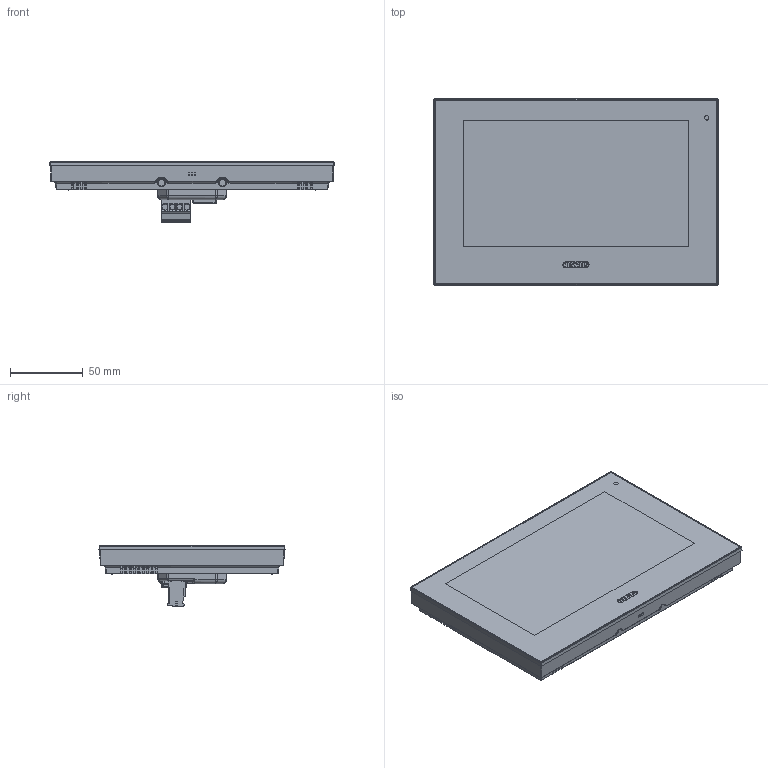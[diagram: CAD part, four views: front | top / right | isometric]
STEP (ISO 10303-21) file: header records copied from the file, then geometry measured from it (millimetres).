
FILE_DESCRIPTION(('CATIA V5 STEP Exchange','CAx-IF Rec.Pracs.--- Model Styling and Organization---1.4--- 2014-01-23'),'2;1');
FILE_NAME('GWA9007CB.stp','2024-02-13T08:27:58+00:00',('none'),('none'),'CATIA Version 5-6 Release 2019 SP6','CATIA V5 STEP AP214 v1','none');
FILE_SCHEMA(('AUTOMOTIVE_DESIGN { 1 0 10303 214 1 1 1 1 }'));
Products named in the file (1): GWA9007CB
Bounding box: 196 x 128 x 41.44 mm (x, y, z)
Volume: 349056.9 mm3; surface area: 184590 mm2
Topology: 3 solids, 22 shells, 4029 faces, 10726 edges, 6695 vertices
Faces by surface type: plane 2450, cylinder 998, bspline 315, torus 148, sphere 49, cone 46, extrusion 23
Entity records: 130536 total; most frequent: CARTESIAN_POINT 41384, ORIENTED_EDGE 21314, DIRECTION 12795, EDGE_CURVE 10624, VECTOR 7658, LINE 7635, VERTEX_POINT 6639, EDGE_LOOP 4199
